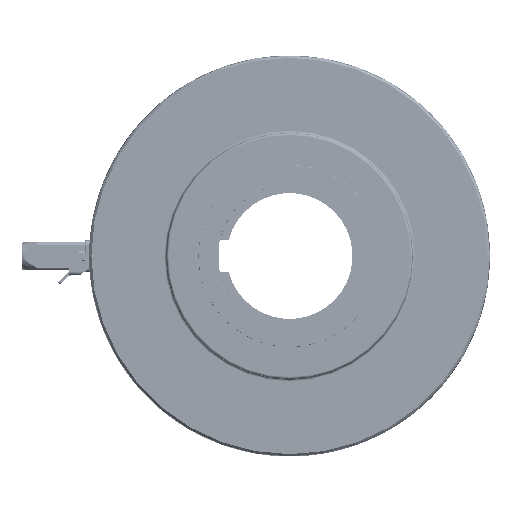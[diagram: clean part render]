
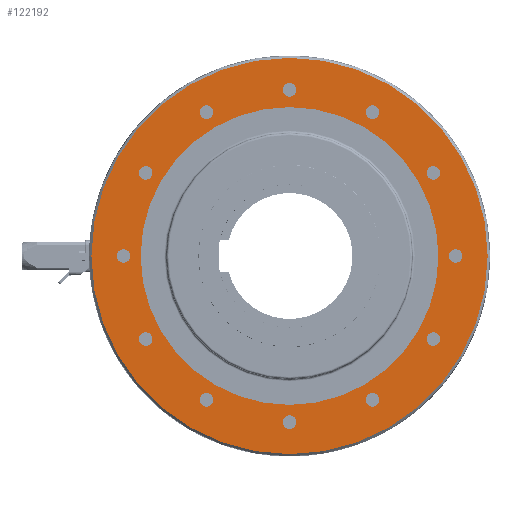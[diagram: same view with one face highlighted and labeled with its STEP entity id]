
A CAD part, left-side view. The second image highlights one B-rep face of the part: STEP entity #122192.
In plain terms, the highlighted planar face has unit normal (-1, 0, 0).
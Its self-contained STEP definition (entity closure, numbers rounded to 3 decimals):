
#7079=FACE_BOUND('',#22459,.T.);
#7080=FACE_BOUND('',#22460,.T.);
#7081=FACE_BOUND('',#22461,.T.);
#7082=FACE_BOUND('',#22462,.T.);
#7083=FACE_BOUND('',#22463,.T.);
#7084=FACE_BOUND('',#22464,.T.);
#7085=FACE_BOUND('',#22465,.T.);
#7086=FACE_BOUND('',#22466,.T.);
#7087=FACE_BOUND('',#22467,.T.);
#7088=FACE_BOUND('',#22468,.T.);
#7089=FACE_BOUND('',#22469,.T.);
#7090=FACE_BOUND('',#22470,.T.);
#7091=FACE_BOUND('',#22471,.T.);
#11258=PLANE('',#135945);
#15849=FACE_OUTER_BOUND('',#22458,.T.);
#22458=EDGE_LOOP('',(#108099));
#22459=EDGE_LOOP('',(#108100));
#22460=EDGE_LOOP('',(#108101));
#22461=EDGE_LOOP('',(#108102));
#22462=EDGE_LOOP('',(#108103));
#22463=EDGE_LOOP('',(#108104));
#22464=EDGE_LOOP('',(#108105));
#22465=EDGE_LOOP('',(#108106));
#22466=EDGE_LOOP('',(#108107));
#22467=EDGE_LOOP('',(#108108));
#22468=EDGE_LOOP('',(#108109));
#22469=EDGE_LOOP('',(#108110));
#22470=EDGE_LOOP('',(#108111));
#22471=EDGE_LOOP('',(#108112));
#44500=CIRCLE('',#135911,5.918);
#44502=CIRCLE('',#135914,5.918);
#44504=CIRCLE('',#135917,5.918);
#44506=CIRCLE('',#135920,5.918);
#44508=CIRCLE('',#135923,5.918);
#44510=CIRCLE('',#135926,5.918);
#44512=CIRCLE('',#135929,5.918);
#44514=CIRCLE('',#135932,5.918);
#44516=CIRCLE('',#135935,5.918);
#44518=CIRCLE('',#135938,5.918);
#44520=CIRCLE('',#135941,5.918);
#44522=CIRCLE('',#135944,5.918);
#44523=CIRCLE('',#135946,173.);
#44524=CIRCLE('',#135947,130.);
#57206=VERTEX_POINT('',#223570);
#57208=VERTEX_POINT('',#223576);
#57210=VERTEX_POINT('',#223582);
#57212=VERTEX_POINT('',#223588);
#57214=VERTEX_POINT('',#223594);
#57216=VERTEX_POINT('',#223600);
#57218=VERTEX_POINT('',#223606);
#57220=VERTEX_POINT('',#223612);
#57222=VERTEX_POINT('',#223618);
#57224=VERTEX_POINT('',#223624);
#57226=VERTEX_POINT('',#223630);
#57228=VERTEX_POINT('',#223636);
#57229=VERTEX_POINT('',#223640);
#57230=VERTEX_POINT('',#223642);
#75126=EDGE_CURVE('',#57206,#57206,#44500,.T.);
#75129=EDGE_CURVE('',#57208,#57208,#44502,.T.);
#75132=EDGE_CURVE('',#57210,#57210,#44504,.T.);
#75135=EDGE_CURVE('',#57212,#57212,#44506,.T.);
#75138=EDGE_CURVE('',#57214,#57214,#44508,.T.);
#75141=EDGE_CURVE('',#57216,#57216,#44510,.T.);
#75144=EDGE_CURVE('',#57218,#57218,#44512,.T.);
#75147=EDGE_CURVE('',#57220,#57220,#44514,.T.);
#75150=EDGE_CURVE('',#57222,#57222,#44516,.T.);
#75153=EDGE_CURVE('',#57224,#57224,#44518,.T.);
#75156=EDGE_CURVE('',#57226,#57226,#44520,.T.);
#75159=EDGE_CURVE('',#57228,#57228,#44522,.T.);
#75160=EDGE_CURVE('',#57229,#57229,#44523,.T.);
#75161=EDGE_CURVE('',#57230,#57230,#44524,.T.);
#108099=ORIENTED_EDGE('',*,*,#75160,.F.);
#108100=ORIENTED_EDGE('',*,*,#75126,.T.);
#108101=ORIENTED_EDGE('',*,*,#75129,.T.);
#108102=ORIENTED_EDGE('',*,*,#75132,.T.);
#108103=ORIENTED_EDGE('',*,*,#75135,.T.);
#108104=ORIENTED_EDGE('',*,*,#75138,.T.);
#108105=ORIENTED_EDGE('',*,*,#75141,.T.);
#108106=ORIENTED_EDGE('',*,*,#75144,.T.);
#108107=ORIENTED_EDGE('',*,*,#75147,.T.);
#108108=ORIENTED_EDGE('',*,*,#75150,.T.);
#108109=ORIENTED_EDGE('',*,*,#75153,.T.);
#108110=ORIENTED_EDGE('',*,*,#75156,.T.);
#108111=ORIENTED_EDGE('',*,*,#75159,.T.);
#108112=ORIENTED_EDGE('',*,*,#75161,.T.);
#122192=ADVANCED_FACE('',(#15849,#7079,#7080,#7081,#7082,#7083,#7084,#7085,
#7086,#7087,#7088,#7089,#7090,#7091),#11258,.T.);
#135911=AXIS2_PLACEMENT_3D('',#223572,#171940,#171941);
#135914=AXIS2_PLACEMENT_3D('',#223578,#171947,#171948);
#135917=AXIS2_PLACEMENT_3D('',#223584,#171954,#171955);
#135920=AXIS2_PLACEMENT_3D('',#223590,#171961,#171962);
#135923=AXIS2_PLACEMENT_3D('',#223596,#171968,#171969);
#135926=AXIS2_PLACEMENT_3D('',#223602,#171975,#171976);
#135929=AXIS2_PLACEMENT_3D('',#223608,#171982,#171983);
#135932=AXIS2_PLACEMENT_3D('',#223614,#171989,#171990);
#135935=AXIS2_PLACEMENT_3D('',#223620,#171996,#171997);
#135938=AXIS2_PLACEMENT_3D('',#223626,#172003,#172004);
#135941=AXIS2_PLACEMENT_3D('',#223632,#172010,#172011);
#135944=AXIS2_PLACEMENT_3D('',#223638,#172017,#172018);
#135945=AXIS2_PLACEMENT_3D('',#223639,#172019,#172020);
#135946=AXIS2_PLACEMENT_3D('',#223641,#172021,#172022);
#135947=AXIS2_PLACEMENT_3D('',#223643,#172023,#172024);
#171940=DIRECTION('center_axis',(1.,0.,0.));
#171941=DIRECTION('ref_axis',(0.,0.,1.));
#171947=DIRECTION('center_axis',(1.,0.,0.));
#171948=DIRECTION('ref_axis',(0.,0.,1.));
#171954=DIRECTION('center_axis',(1.,0.,0.));
#171955=DIRECTION('ref_axis',(0.,0.,1.));
#171961=DIRECTION('center_axis',(1.,0.,0.));
#171962=DIRECTION('ref_axis',(0.,0.,1.));
#171968=DIRECTION('center_axis',(1.,0.,0.));
#171969=DIRECTION('ref_axis',(0.,0.,1.));
#171975=DIRECTION('center_axis',(1.,0.,0.));
#171976=DIRECTION('ref_axis',(0.,0.,1.));
#171982=DIRECTION('center_axis',(1.,0.,0.));
#171983=DIRECTION('ref_axis',(0.,0.,1.));
#171989=DIRECTION('center_axis',(1.,0.,0.));
#171990=DIRECTION('ref_axis',(0.,0.,1.));
#171996=DIRECTION('center_axis',(1.,0.,0.));
#171997=DIRECTION('ref_axis',(0.,0.,1.));
#172003=DIRECTION('center_axis',(1.,0.,0.));
#172004=DIRECTION('ref_axis',(0.,0.,1.));
#172010=DIRECTION('center_axis',(1.,0.,0.));
#172011=DIRECTION('ref_axis',(0.,0.,1.));
#172017=DIRECTION('center_axis',(1.,0.,0.));
#172018=DIRECTION('ref_axis',(0.,0.,1.));
#172019=DIRECTION('center_axis',(-1.,0.,0.));
#172020=DIRECTION('ref_axis',(0.,0.,1.));
#172021=DIRECTION('center_axis',(1.,0.,0.));
#172022=DIRECTION('ref_axis',(0.,1.,0.));
#172023=DIRECTION('center_axis',(1.,0.,0.));
#172024=DIRECTION('ref_axis',(0.,1.,0.));
#223570=CARTESIAN_POINT('',(-26.61,125.574,66.583));
#223572=CARTESIAN_POINT('Origin',(-26.61,125.574,72.5));
#223576=CARTESIAN_POINT('',(-26.61,72.5,119.656));
#223578=CARTESIAN_POINT('Origin',(-26.61,72.5,125.574));
#223582=CARTESIAN_POINT('',(-26.61,0.,139.083));
#223584=CARTESIAN_POINT('Origin',(-26.61,0.,
145.));
#223588=CARTESIAN_POINT('',(-26.61,-72.5,119.656));
#223590=CARTESIAN_POINT('Origin',(-26.61,-72.5,125.574));
#223594=CARTESIAN_POINT('',(-26.61,-125.574,66.583));
#223596=CARTESIAN_POINT('Origin',(-26.61,-125.574,72.5));
#223600=CARTESIAN_POINT('',(-26.61,-145.,-5.918));
#223602=CARTESIAN_POINT('Origin',(-26.61,-145.,0.));
#223606=CARTESIAN_POINT('',(-26.61,-125.574,-78.418));
#223608=CARTESIAN_POINT('Origin',(-26.61,-125.574,-72.5));
#223612=CARTESIAN_POINT('',(-26.61,-72.5,-131.491));
#223614=CARTESIAN_POINT('Origin',(-26.61,-72.5,-125.574));
#223618=CARTESIAN_POINT('',(-26.61,0.,-150.918));
#223620=CARTESIAN_POINT('Origin',(-26.61,0.,
-145.));
#223624=CARTESIAN_POINT('',(-26.61,72.5,-131.491));
#223626=CARTESIAN_POINT('Origin',(-26.61,72.5,-125.574));
#223630=CARTESIAN_POINT('',(-26.61,125.574,-78.418));
#223632=CARTESIAN_POINT('Origin',(-26.61,125.574,-72.5));
#223636=CARTESIAN_POINT('',(-26.61,145.,-5.918));
#223638=CARTESIAN_POINT('Origin',(-26.61,145.,0.));
#223639=CARTESIAN_POINT('Origin',(-26.61,151.5,0.));
#223640=CARTESIAN_POINT('',(-26.61,-173.,0.));
#223641=CARTESIAN_POINT('Origin',(-26.61,0.,
0.));
#223642=CARTESIAN_POINT('',(-26.61,-130.,0.));
#223643=CARTESIAN_POINT('Origin',(-26.61,0.,
0.));
